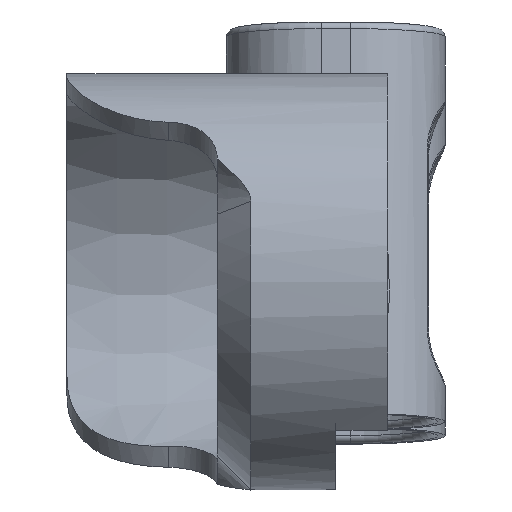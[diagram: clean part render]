
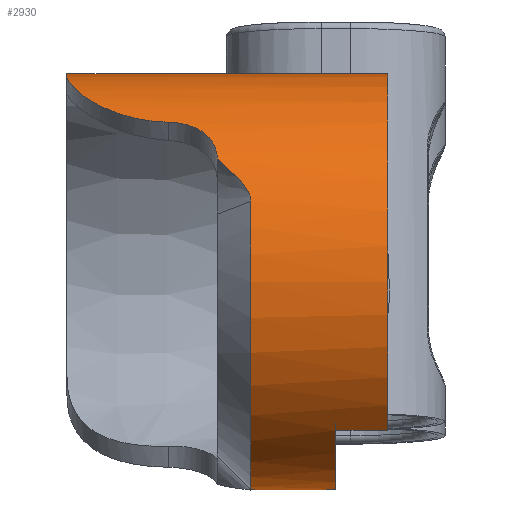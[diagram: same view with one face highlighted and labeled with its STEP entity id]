
A CAD part, left-side view. The second image highlights one B-rep face of the part: STEP entity #2930.
In plain terms, the highlighted cylindrical face has radius 14.287 mm (diameter 28.575 mm), a full revolution.
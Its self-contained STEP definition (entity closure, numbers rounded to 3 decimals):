
#275=B_SPLINE_CURVE_WITH_KNOTS('',3,(#15759,#15760,#15761,#15762,#15763,
#15764,#15765,#15766,#15767,#15768),.UNSPECIFIED.,.F.,.F.,(4,2,2,2,4),(-1.575,
-1.444,-1.313,-1.184,-1.062),
 .UNSPECIFIED.);
#276=B_SPLINE_CURVE_WITH_KNOTS('',3,(#15770,#15771,#15772,#15773,#15774,
#15775,#15776,#15777,#15778,#15779),.UNSPECIFIED.,.F.,.F.,(4,2,2,2,4),(0.015,
0.268,0.537,0.821,1.105),
 .UNSPECIFIED.);
#277=B_SPLINE_CURVE_WITH_KNOTS('',3,(#15783,#15784,#15785,#15786,#15787,
#15788,#15789,#15790,#15791,#15792),.UNSPECIFIED.,.F.,.F.,(4,2,2,2,4),(4.156,
4.44,4.724,4.992,5.245),
 .UNSPECIFIED.);
#278=B_SPLINE_CURVE_WITH_KNOTS('',3,(#15794,#15795,#15796,#15797,#15798,
#15799,#15800,#15801,#15802,#15803),.UNSPECIFIED.,.F.,.F.,(4,2,2,2,4),(-1.047,
-0.926,-0.796,-0.666,-0.535),
 .UNSPECIFIED.);
#279=B_SPLINE_CURVE_WITH_KNOTS('',3,(#15805,#15806,#15807,#15808,#15809,
#15810,#15811,#15812,#15813,#15814),.UNSPECIFIED.,.F.,.F.,(4,2,2,2,4),(-4.059,
-4.034,-3.817,-3.708,-3.6),
 .UNSPECIFIED.);
#280=B_SPLINE_CURVE_WITH_KNOTS('',3,(#15830,#15831,#15832,#15833,#15834,
#15835,#15836,#15837,#15838,#15839),.UNSPECIFIED.,.F.,.F.,(4,2,2,2,4),(-3.6,
-3.491,-3.383,-3.166,-3.14),
 .UNSPECIFIED.);
#399=LINE('',#15818,#505);
#400=LINE('',#15822,#506);
#401=LINE('',#15826,#507);
#505=VECTOR('',#3857,14.288);
#506=VECTOR('',#3860,1000.);
#507=VECTOR('',#3863,1000.);
#567=CYLINDRICAL_SURFACE('',#3226,14.288);
#723=FACE_OUTER_BOUND('',#900,.T.);
#900=EDGE_LOOP('',(#2670,#2671,#2672,#2673,#2674,#2675,#2676,#2677,#2678,
#2679,#2680,#2681,#2682,#2683,#2684,#2685));
#1078=CIRCLE('',#3227,14.288);
#1079=CIRCLE('',#3228,14.288);
#1080=CIRCLE('',#3229,14.288);
#1081=CIRCLE('',#3230,14.288);
#1082=CIRCLE('',#3231,14.288);
#1083=CIRCLE('',#3232,14.288);
#1363=VERTEX_POINT('',#15757);
#1364=VERTEX_POINT('',#15758);
#1365=VERTEX_POINT('',#15769);
#1366=VERTEX_POINT('',#15780);
#1367=VERTEX_POINT('',#15782);
#1368=VERTEX_POINT('',#15793);
#1369=VERTEX_POINT('',#15804);
#1370=VERTEX_POINT('',#15815);
#1371=VERTEX_POINT('',#15817);
#1372=VERTEX_POINT('',#15819);
#1373=VERTEX_POINT('',#15821);
#1374=VERTEX_POINT('',#15823);
#1375=VERTEX_POINT('',#15825);
#1376=VERTEX_POINT('',#15828);
#1804=EDGE_CURVE('',#1363,#1364,#275,.T.);
#1805=EDGE_CURVE('',#1364,#1365,#276,.T.);
#1806=EDGE_CURVE('',#1365,#1366,#1078,.T.);
#1807=EDGE_CURVE('',#1366,#1367,#277,.T.);
#1808=EDGE_CURVE('',#1367,#1368,#278,.T.);
#1809=EDGE_CURVE('',#1368,#1369,#279,.T.);
#1810=EDGE_CURVE('',#1369,#1370,#1079,.T.);
#1811=EDGE_CURVE('',#1370,#1371,#399,.T.);
#1812=EDGE_CURVE('',#1372,#1371,#1080,.T.);
#1813=EDGE_CURVE('',#1373,#1372,#400,.T.);
#1814=EDGE_CURVE('',#1373,#1374,#1081,.T.);
#1815=EDGE_CURVE('',#1374,#1375,#401,.T.);
#1816=EDGE_CURVE('',#1371,#1375,#1082,.T.);
#1817=EDGE_CURVE('',#1370,#1376,#1083,.T.);
#1818=EDGE_CURVE('',#1376,#1363,#280,.T.);
#2670=ORIENTED_EDGE('',*,*,#1804,.T.);
#2671=ORIENTED_EDGE('',*,*,#1805,.T.);
#2672=ORIENTED_EDGE('',*,*,#1806,.T.);
#2673=ORIENTED_EDGE('',*,*,#1807,.T.);
#2674=ORIENTED_EDGE('',*,*,#1808,.T.);
#2675=ORIENTED_EDGE('',*,*,#1809,.T.);
#2676=ORIENTED_EDGE('',*,*,#1810,.T.);
#2677=ORIENTED_EDGE('',*,*,#1811,.T.);
#2678=ORIENTED_EDGE('',*,*,#1812,.F.);
#2679=ORIENTED_EDGE('',*,*,#1813,.F.);
#2680=ORIENTED_EDGE('',*,*,#1814,.T.);
#2681=ORIENTED_EDGE('',*,*,#1815,.T.);
#2682=ORIENTED_EDGE('',*,*,#1816,.F.);
#2683=ORIENTED_EDGE('',*,*,#1811,.F.);
#2684=ORIENTED_EDGE('',*,*,#1817,.T.);
#2685=ORIENTED_EDGE('',*,*,#1818,.T.);
#2930=ADVANCED_FACE('',(#723),#567,.T.);
#3226=AXIS2_PLACEMENT_3D('',#15756,#3851,#3852);
#3227=AXIS2_PLACEMENT_3D('',#15781,#3853,#3854);
#3228=AXIS2_PLACEMENT_3D('',#15816,#3855,#3856);
#3229=AXIS2_PLACEMENT_3D('',#15820,#3858,#3859);
#3230=AXIS2_PLACEMENT_3D('',#15824,#3861,#3862);
#3231=AXIS2_PLACEMENT_3D('',#15827,#3864,#3865);
#3232=AXIS2_PLACEMENT_3D('',#15829,#3866,#3867);
#3851=DIRECTION('center_axis',(0.,0.,-1.));
#3852=DIRECTION('ref_axis',(1.,0.,0.));
#3853=DIRECTION('center_axis',(0.,0.,1.));
#3854=DIRECTION('ref_axis',(1.,0.,0.));
#3855=DIRECTION('center_axis',(0.,0.,1.));
#3856=DIRECTION('ref_axis',(1.,0.,0.));
#3857=DIRECTION('',(0.,0.,1.));
#3858=DIRECTION('center_axis',(0.,0.,1.));
#3859=DIRECTION('ref_axis',(1.,0.,0.));
#3860=DIRECTION('',(0.,0.,1.));
#3861=DIRECTION('center_axis',(0.,0.,-1.));
#3862=DIRECTION('ref_axis',(-1.,0.,0.));
#3863=DIRECTION('',(0.,0.,1.));
#3864=DIRECTION('center_axis',(0.,0.,1.));
#3865=DIRECTION('ref_axis',(1.,0.,0.));
#3866=DIRECTION('center_axis',(0.,0.,1.));
#3867=DIRECTION('ref_axis',(1.,0.,0.));
#15756=CARTESIAN_POINT('Origin',(0.,0.,0.));
#15757=CARTESIAN_POINT('',(3.241,-13.915,10.312));
#15758=CARTESIAN_POINT('',(6.488,-12.729,6.958));
#15759=CARTESIAN_POINT('Ctrl Pts',(3.244,-13.914,10.312));
#15760=CARTESIAN_POINT('Ctrl Pts',(3.669,-13.815,10.312));
#15761=CARTESIAN_POINT('Ctrl Pts',(4.117,-13.688,10.229));
#15762=CARTESIAN_POINT('Ctrl Pts',(4.929,-13.417,9.881));
#15763=CARTESIAN_POINT('Ctrl Pts',(5.294,-13.274,9.616));
#15764=CARTESIAN_POINT('Ctrl Pts',(5.859,-13.035,9.004));
#15765=CARTESIAN_POINT('Ctrl Pts',(6.097,-12.922,8.618));
#15766=CARTESIAN_POINT('Ctrl Pts',(6.403,-12.773,7.798));
#15767=CARTESIAN_POINT('Ctrl Pts',(6.48,-12.734,7.367));
#15768=CARTESIAN_POINT('Ctrl Pts',(6.488,-12.729,6.958));
#15769=CARTESIAN_POINT('',(11.963,-7.812,0.));
#15770=CARTESIAN_POINT('Ctrl Pts',(6.488,-12.729,6.958));
#15771=CARTESIAN_POINT('Ctrl Pts',(6.504,-12.721,6.108));
#15772=CARTESIAN_POINT('Ctrl Pts',(6.666,-12.642,5.213));
#15773=CARTESIAN_POINT('Ctrl Pts',(7.283,-12.297,3.511));
#15774=CARTESIAN_POINT('Ctrl Pts',(7.755,-12.017,2.712));
#15775=CARTESIAN_POINT('Ctrl Pts',(8.822,-11.259,1.417));
#15776=CARTESIAN_POINT('Ctrl Pts',(9.491,-10.721,0.861));
#15777=CARTESIAN_POINT('Ctrl Pts',(10.804,-9.395,0.153));
#15778=CARTESIAN_POINT('Ctrl Pts',(11.445,-8.605,0.));
#15779=CARTESIAN_POINT('Ctrl Pts',(11.963,-7.812,0.));
#15780=CARTESIAN_POINT('',(-2.517,14.064,0.));
#15781=CARTESIAN_POINT('Origin',(0.,0.,0.));
#15782=CARTESIAN_POINT('',(-9.183,10.946,6.958));
#15783=CARTESIAN_POINT('Ctrl Pts',(-2.517,14.064,0.));
#15784=CARTESIAN_POINT('Ctrl Pts',(-3.449,13.897,0.));
#15785=CARTESIAN_POINT('Ctrl Pts',(-4.427,13.617,0.153));
#15786=CARTESIAN_POINT('Ctrl Pts',(-6.16,12.925,0.861));
#15787=CARTESIAN_POINT('Ctrl Pts',(-6.917,12.52,1.417));
#15788=CARTESIAN_POINT('Ctrl Pts',(-8.031,11.834,2.712));
#15789=CARTESIAN_POINT('Ctrl Pts',(-8.474,11.509,3.511));
#15790=CARTESIAN_POINT('Ctrl Pts',(-9.032,11.075,5.213));
#15791=CARTESIAN_POINT('Ctrl Pts',(-9.168,10.958,6.108));
#15792=CARTESIAN_POINT('Ctrl Pts',(-9.183,10.946,6.958));
#15793=CARTESIAN_POINT('',(-11.542,8.42,10.312));
#15794=CARTESIAN_POINT('Ctrl Pts',(-9.183,10.946,6.958));
#15795=CARTESIAN_POINT('Ctrl Pts',(-9.189,10.94,7.367));
#15796=CARTESIAN_POINT('Ctrl Pts',(-9.256,10.885,7.798));
#15797=CARTESIAN_POINT('Ctrl Pts',(-9.513,10.662,8.618));
#15798=CARTESIAN_POINT('Ctrl Pts',(-9.709,10.486,9.004));
#15799=CARTESIAN_POINT('Ctrl Pts',(-10.151,10.059,9.616));
#15800=CARTESIAN_POINT('Ctrl Pts',(-10.425,9.78,9.881));
#15801=CARTESIAN_POINT('Ctrl Pts',(-10.992,9.138,10.229));
#15802=CARTESIAN_POINT('Ctrl Pts',(-11.284,8.775,10.312));
#15803=CARTESIAN_POINT('Ctrl Pts',(-11.541,8.423,10.312));
#15804=CARTESIAN_POINT('',(-13.179,5.517,12.624));
#15805=CARTESIAN_POINT('Ctrl Pts',(-11.543,8.42,10.312));
#15806=CARTESIAN_POINT('Ctrl Pts',(-11.578,8.371,10.37));
#15807=CARTESIAN_POINT('Ctrl Pts',(-11.614,8.322,10.428));
#15808=CARTESIAN_POINT('Ctrl Pts',(-11.946,7.855,10.974));
#15809=CARTESIAN_POINT('Ctrl Pts',(-12.209,7.438,11.431));
#15810=CARTESIAN_POINT('Ctrl Pts',(-12.574,6.79,12.022));
#15811=CARTESIAN_POINT('Ctrl Pts',(-12.688,6.573,12.202));
#15812=CARTESIAN_POINT('Ctrl Pts',(-12.922,6.101,12.497));
#15813=CARTESIAN_POINT('Ctrl Pts',(-13.04,5.851,12.624));
#15814=CARTESIAN_POINT('Ctrl Pts',(-13.179,5.517,12.624));
#15815=CARTESIAN_POINT('',(-14.288,0.,12.624));
#15816=CARTESIAN_POINT('Origin',(0.,0.,12.624));
#15817=CARTESIAN_POINT('',(-14.288,0.,21.996));
#15818=CARTESIAN_POINT('',(-14.288,0.,0.));
#15819=CARTESIAN_POINT('',(11.212,-8.856,21.996));
#15820=CARTESIAN_POINT('Origin',(0.,0.,21.996));
#15821=CARTESIAN_POINT('',(11.212,-8.856,18.44));
#15822=CARTESIAN_POINT('',(11.212,-8.856,18.44));
#15823=CARTESIAN_POINT('',(-10.,-10.205,18.44));
#15824=CARTESIAN_POINT('Origin',(0.,0.,18.44));
#15825=CARTESIAN_POINT('',(-10.,-10.205,21.996));
#15826=CARTESIAN_POINT('',(-10.,-10.205,18.44));
#15827=CARTESIAN_POINT('Origin',(0.,0.,21.996));
#15828=CARTESIAN_POINT('',(-0.071,-14.287,12.624));
#15829=CARTESIAN_POINT('Origin',(0.,0.,12.624));
#15830=CARTESIAN_POINT('Ctrl Pts',(-0.071,-14.287,
12.624));
#15831=CARTESIAN_POINT('Ctrl Pts',(0.291,-14.289,
12.624));
#15832=CARTESIAN_POINT('Ctrl Pts',(0.567,-14.279,
12.497));
#15833=CARTESIAN_POINT('Ctrl Pts',(1.093,-14.248,12.202));
#15834=CARTESIAN_POINT('Ctrl Pts',(1.337,-14.227,12.022));
#15835=CARTESIAN_POINT('Ctrl Pts',(2.076,-14.145,11.431));
#15836=CARTESIAN_POINT('Ctrl Pts',(2.563,-14.065,10.974));
#15837=CARTESIAN_POINT('Ctrl Pts',(3.123,-13.942,10.428));
#15838=CARTESIAN_POINT('Ctrl Pts',(3.182,-13.929,10.37));
#15839=CARTESIAN_POINT('Ctrl Pts',(3.241,-13.915,10.312));
